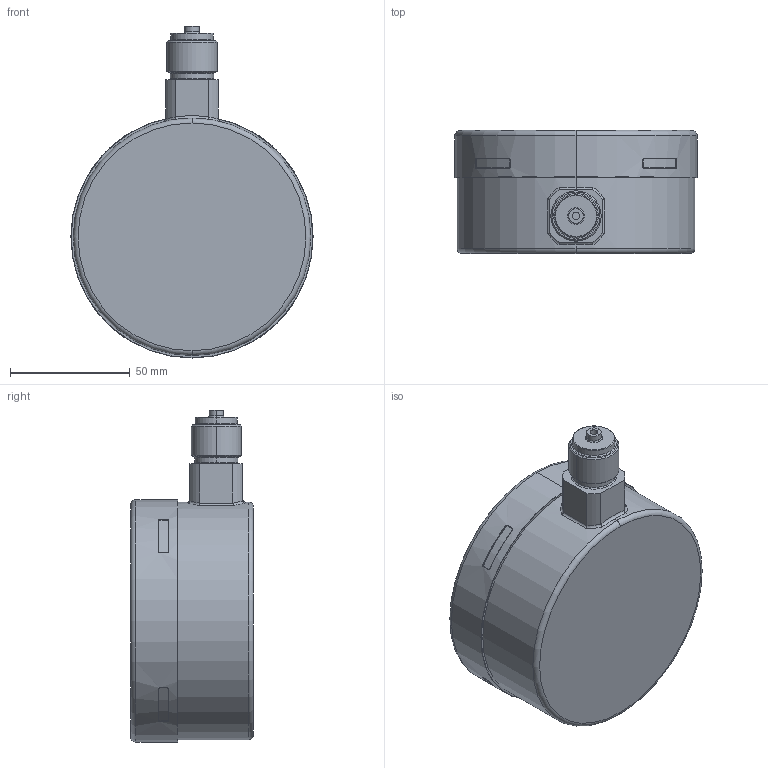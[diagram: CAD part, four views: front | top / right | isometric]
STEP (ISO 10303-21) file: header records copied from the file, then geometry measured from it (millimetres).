
FILE_DESCRIPTION (( 'STEP AP214' ), '1' );
FILE_NAME ('MM07_G1-2 zoll_Radial_100mm_0-40 bar.STEP', '2022-06-17T13:01:55', ( '' ), ( '' ), 'SwSTEP 2.0', 'SolidWorks 2021', '' );
FILE_SCHEMA (( 'AUTOMOTIVE_DESIGN' ));
Length unit declared in the file: metre
Products named in the file (1): MM07_G1-2 zoll_Radial_100mm_0-40 bar
Bounding box: 101 x 51.25 x 138.4 mm (x, y, z)
Volume: 38715.3 mm3; surface area: 80776.7 mm2
Topology: 7 solids, 7 shells, 789 faces, 1967 edges, 1273 vertices
Faces by surface type: plane 415, bspline 219, cylinder 96, torus 37, cone 14, sphere 8
Entity records: 40790 total; most frequent: CARTESIAN_POINT 14675, ORIENTED_EDGE 3926, DIRECTION 2893, EDGE_CURVE 1963, VERTEX_POINT 1273, LINE 1179, VECTOR 1179, EDGE_LOOP 878
